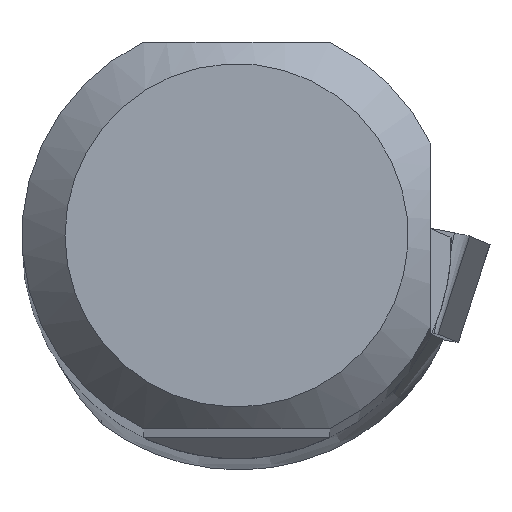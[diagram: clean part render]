
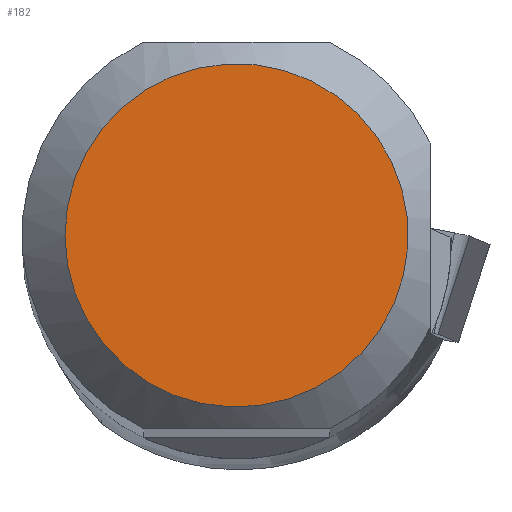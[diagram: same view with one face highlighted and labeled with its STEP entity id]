
A CAD part, top view. The second image highlights one B-rep face of the part: STEP entity #182.
In plain terms, the highlighted planar face has unit normal (0, 0, 1).
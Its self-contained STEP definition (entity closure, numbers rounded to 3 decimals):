
#146=FACE_OUTER_BOUND('',#354,.T.);
#182=ADVANCED_FACE('',(#146),#210,.T.);
#210=PLANE('',#901);
#354=EDGE_LOOP('',(#487));
#487=ORIENTED_EDGE('',*,*,#713,.F.);
#631=VERTEX_POINT('',#1408);
#713=EDGE_CURVE('',#631,#631,#761,.T.);
#761=CIRCLE('',#900,3.994);
#900=AXIS2_PLACEMENT_3D('',#1407,#1082,#1083);
#901=AXIS2_PLACEMENT_3D('',#1409,#1084,#1085);
#1082=DIRECTION('',(0.,0.,-1.));
#1083=DIRECTION('',(-1.,0.,0.));
#1084=DIRECTION('',(0.,0.,1.));
#1085=DIRECTION('',(-1.,0.,0.));
#1407=CARTESIAN_POINT('',(0.,0.,0.));
#1408=CARTESIAN_POINT('',(-3.994,0.,0.));
#1409=CARTESIAN_POINT('',(0.,0.,
0.));
